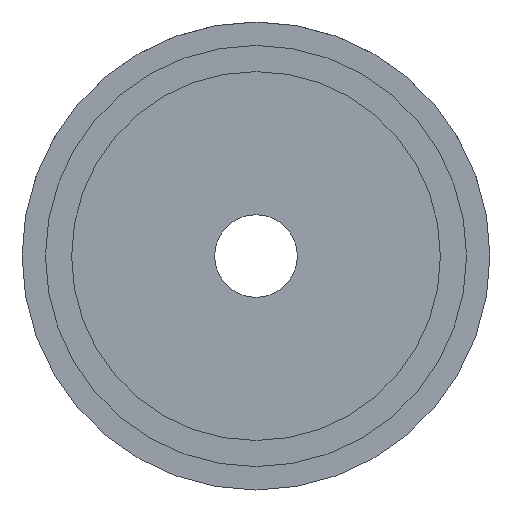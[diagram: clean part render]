
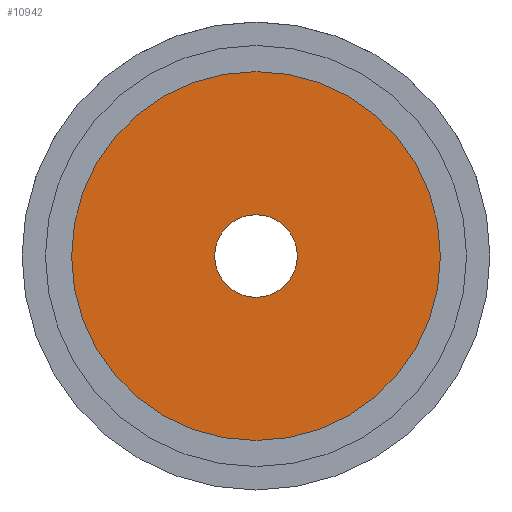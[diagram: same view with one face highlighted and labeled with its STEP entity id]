
A CAD part, front view. The second image highlights one B-rep face of the part: STEP entity #10942.
In plain terms, the highlighted planar face has unit normal (0, -1, -0.001).
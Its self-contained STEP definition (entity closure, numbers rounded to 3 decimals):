
#22=FACE_BOUND('',#3250,.T.);
#1965=PLANE('',#11597);
#2210=CIRCLE('',#11575,3.);
#2214=CIRCLE('',#11582,13.4);
#2620=FACE_OUTER_BOUND('',#3249,.T.);
#3249=EDGE_LOOP('',(#7619));
#3250=EDGE_LOOP('',(#7620));
#4683=VERTEX_POINT('',#13703);
#4687=VERTEX_POINT('',#13716);
#5834=EDGE_CURVE('',#4683,#4683,#2210,.T.);
#5839=EDGE_CURVE('',#4687,#4687,#2214,.T.);
#7619=ORIENTED_EDGE('',*,*,#5839,.T.);
#7620=ORIENTED_EDGE('',*,*,#5834,.T.);
#10942=ADVANCED_FACE('',(#2620,#22),#1965,.T.);
#11575=AXIS2_PLACEMENT_3D('',#13705,#11927,#11928);
#11582=AXIS2_PLACEMENT_3D('',#13717,#11942,#11943);
#11597=AXIS2_PLACEMENT_3D('',#13757,#11987,#11988);
#11927=DIRECTION('center_axis',(0.,1.,
0.001));
#11928=DIRECTION('ref_axis',(0.,-0.001,
1.));
#11942=DIRECTION('center_axis',(0.,-1.,
-0.001));
#11943=DIRECTION('ref_axis',(0.,-0.001,
1.));
#11987=DIRECTION('center_axis',(0.,-1.,
-0.001));
#11988=DIRECTION('ref_axis',(0.,0.001,
-1.));
#13703=CARTESIAN_POINT('',(-0.547,-0.996,-2.986));
#13705=CARTESIAN_POINT('Origin',(-0.547,-0.999,
0.014));
#13716=CARTESIAN_POINT('',(12.853,-0.999,0.013));
#13717=CARTESIAN_POINT('Origin',(-0.547,-0.999,
0.013));
#13757=CARTESIAN_POINT('Origin',(-0.547,-0.999,
0.001));
